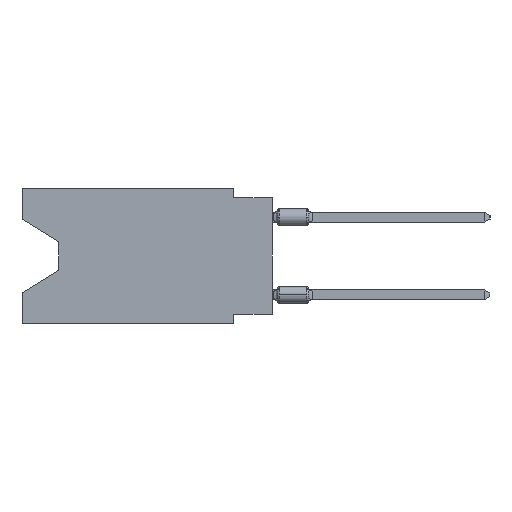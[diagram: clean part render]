
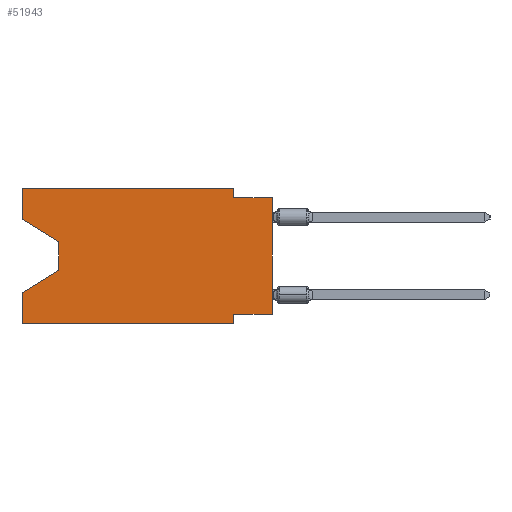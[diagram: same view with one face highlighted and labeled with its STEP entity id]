
A CAD part, left-side view. The second image highlights one B-rep face of the part: STEP entity #51943.
In plain terms, the highlighted planar face has unit normal (-1, 0, 0).
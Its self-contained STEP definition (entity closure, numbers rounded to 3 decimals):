
#124 = ORIENTED_EDGE ( 'NONE', *, *, #26339, .T. ) ;
#1130 = ORIENTED_EDGE ( 'NONE', *, *, #54653, .F. ) ;
#3466 = FACE_OUTER_BOUND ( 'NONE', #41584, .T. ) ;
#4366 = CARTESIAN_POINT ( 'NONE',  ( 0., 2.54, -8.89 ) ) ;
#4790 = CARTESIAN_POINT ( 'NONE',  ( 0., 16.383, 0. ) ) ;
#5441 = VERTEX_POINT ( 'NONE', #20263 ) ;
#5647 = CARTESIAN_POINT ( 'NONE',  ( 0., 16.383, -8.89 ) ) ;
#7100 = LINE ( 'NONE', #31667, #19298 ) ;
#7468 = VECTOR ( 'NONE', #60712, 1000. ) ;
#7978 = DIRECTION ( 'NONE',  ( 0., -1., 0. ) ) ;
#9734 = ORIENTED_EDGE ( 'NONE', *, *, #11993, .F. ) ;
#9818 = DIRECTION ( 'NONE',  ( 0., 0., 1. ) ) ;
#9849 = CARTESIAN_POINT ( 'NONE',  ( 0., 2.54, -8.89 ) ) ;
#10502 = CARTESIAN_POINT ( 'NONE',  ( 0., 0., 0. ) ) ;
#10559 = LINE ( 'NONE', #4790, #18065 ) ;
#11147 = VERTEX_POINT ( 'NONE', #11630 ) ;
#11630 = CARTESIAN_POINT ( 'NONE',  ( 0., 16.383, 0. ) ) ;
#11803 = DIRECTION ( 'NONE',  ( 0., 1., 0. ) ) ;
#11844 = CARTESIAN_POINT ( 'NONE',  ( 0., 16.383, -6.852 ) ) ;
#11993 = EDGE_CURVE ( 'NONE', #44251, #40836, #48573, .T. ) ;
#13012 = DIRECTION ( 'NONE',  ( 1., 0., 0. ) ) ;
#13469 = VERTEX_POINT ( 'NONE', #59133 ) ;
#13513 = VECTOR ( 'NONE', #7978, 1000. ) ;
#13817 = DIRECTION ( 'NONE',  ( 0., 0., 1. ) ) ;
#16295 = ORIENTED_EDGE ( 'NONE', *, *, #66503, .T. ) ;
#17785 = VECTOR ( 'NONE', #56703, 1000. ) ;
#17819 = VECTOR ( 'NONE', #39056, 1000. ) ;
#18065 = VECTOR ( 'NONE', #25211, 1000. ) ;
#18838 = DIRECTION ( 'NONE',  ( 0., 0., -1. ) ) ;
#19298 = VECTOR ( 'NONE', #37100, 1000. ) ;
#20263 = CARTESIAN_POINT ( 'NONE',  ( 0., 16.383, -2.038 ) ) ;
#20315 = VECTOR ( 'NONE', #57132, 1000. ) ;
#21645 = VERTEX_POINT ( 'NONE', #59315 ) ;
#22420 = VECTOR ( 'NONE', #18838, 1000. ) ;
#24285 = LINE ( 'NONE', #64519, #22420 ) ;
#25211 = DIRECTION ( 'NONE',  ( 0., 0., 1. ) ) ;
#25750 = LINE ( 'NONE', #65961, #47875 ) ;
#26339 = EDGE_CURVE ( 'NONE', #13469, #52745, #55276, .T. ) ;
#27706 = CARTESIAN_POINT ( 'NONE',  ( 0., 0., -8.255 ) ) ;
#29180 = LINE ( 'NONE', #55422, #17819 ) ;
#29764 = EDGE_CURVE ( 'NONE', #60567, #52745, #25750, .T. ) ;
#30374 = CARTESIAN_POINT ( 'NONE',  ( 0., 13.97, -5.385 ) ) ;
#30964 = ORIENTED_EDGE ( 'NONE', *, *, #29764, .F. ) ;
#31667 = CARTESIAN_POINT ( 'NONE',  ( 0., 13.97, -3.505 ) ) ;
#34436 = VERTEX_POINT ( 'NONE', #40520 ) ;
#34471 = EDGE_CURVE ( 'NONE', #5441, #11147, #10559, .T. ) ;
#34684 = LINE ( 'NONE', #4366, #37584 ) ;
#35017 = ORIENTED_EDGE ( 'NONE', *, *, #39606, .T. ) ;
#35114 = PLANE ( 'NONE',  #49260 ) ;
#37100 = DIRECTION ( 'NONE',  ( 0., 0., -1. ) ) ;
#37584 = VECTOR ( 'NONE', #50675, 1000. ) ;
#37645 = VECTOR ( 'NONE', #9818, 1000. ) ;
#37964 = ORIENTED_EDGE ( 'NONE', *, *, #34471, .F. ) ;
#39056 = DIRECTION ( 'NONE',  ( 0., -1., 0. ) ) ;
#39606 = EDGE_CURVE ( 'NONE', #44251, #34436, #56507, .T. ) ;
#40003 = VERTEX_POINT ( 'NONE', #41745 ) ;
#40520 = CARTESIAN_POINT ( 'NONE',  ( 0., 0., -0.635 ) ) ;
#40836 = VERTEX_POINT ( 'NONE', #44151 ) ;
#41584 = EDGE_LOOP ( 'NONE', ( #60320, #16295, #124, #30964, #66411, #53082, #9734, #35017, #1130, #41844, #56657, #37964 ) ) ;
#41745 = CARTESIAN_POINT ( 'NONE',  ( 0., 2.54, 0. ) ) ;
#41844 = ORIENTED_EDGE ( 'NONE', *, *, #56720, .F. ) ;
#42500 = VECTOR ( 'NONE', #11803, 1000. ) ;
#43654 = VERTEX_POINT ( 'NONE', #9849 ) ;
#43942 = EDGE_CURVE ( 'NONE', #5441, #58744, #45439, .T. ) ;
#44151 = CARTESIAN_POINT ( 'NONE',  ( 0., 2.54, -8.255 ) ) ;
#44251 = VERTEX_POINT ( 'NONE', #27706 ) ;
#45439 = LINE ( 'NONE', #65927, #17785 ) ;
#47345 = EDGE_CURVE ( 'NONE', #11147, #40003, #56785, .T. ) ;
#47875 = VECTOR ( 'NONE', #13817, 1000. ) ;
#48573 = LINE ( 'NONE', #59139, #42500 ) ;
#49260 = AXIS2_PLACEMENT_3D ( 'NONE', #50122, #13012, #54560 ) ;
#50122 = CARTESIAN_POINT ( 'NONE',  ( 0., 16.383, 0. ) ) ;
#50675 = DIRECTION ( 'NONE',  ( 0., 0., -1. ) ) ;
#51320 = CARTESIAN_POINT ( 'NONE',  ( 0., 16.383, 0. ) ) ;
#51943 = ADVANCED_FACE ( 'NONE', ( #3466 ), #35114, .F. ) ;
#52745 = VERTEX_POINT ( 'NONE', #11844 ) ;
#53082 = ORIENTED_EDGE ( 'NONE', *, *, #56487, .F. ) ;
#53799 = CARTESIAN_POINT ( 'NONE',  ( 0., 13.97, -3.505 ) ) ;
#54098 = EDGE_CURVE ( 'NONE', #60567, #43654, #29180, .T. ) ;
#54560 = DIRECTION ( 'NONE',  ( 0., 0., -1. ) ) ;
#54640 = LINE ( 'NONE', #59768, #13513 ) ;
#54653 = EDGE_CURVE ( 'NONE', #21645, #34436, #54640, .T. ) ;
#55276 = LINE ( 'NONE', #30374, #7468 ) ;
#55422 = CARTESIAN_POINT ( 'NONE',  ( 0., 16.383, -8.89 ) ) ;
#56487 = EDGE_CURVE ( 'NONE', #40836, #43654, #34684, .T. ) ;
#56507 = LINE ( 'NONE', #10502, #37645 ) ;
#56657 = ORIENTED_EDGE ( 'NONE', *, *, #47345, .F. ) ;
#56703 = DIRECTION ( 'NONE',  ( 0., -0.855, -0.519 ) ) ;
#56720 = EDGE_CURVE ( 'NONE', #40003, #21645, #24285, .T. ) ;
#56785 = LINE ( 'NONE', #51320, #20315 ) ;
#57132 = DIRECTION ( 'NONE',  ( 0., -1., 0. ) ) ;
#58744 = VERTEX_POINT ( 'NONE', #53799 ) ;
#59133 = CARTESIAN_POINT ( 'NONE',  ( 0., 13.97, -5.385 ) ) ;
#59139 = CARTESIAN_POINT ( 'NONE',  ( 0., 0., -8.255 ) ) ;
#59315 = CARTESIAN_POINT ( 'NONE',  ( 0., 2.54, -0.635 ) ) ;
#59768 = CARTESIAN_POINT ( 'NONE',  ( 0., 0., -0.635 ) ) ;
#60320 = ORIENTED_EDGE ( 'NONE', *, *, #43942, .T. ) ;
#60567 = VERTEX_POINT ( 'NONE', #5647 ) ;
#60712 = DIRECTION ( 'NONE',  ( 0., 0.855, -0.519 ) ) ;
#64519 = CARTESIAN_POINT ( 'NONE',  ( 0., 2.54, 0. ) ) ;
#65927 = CARTESIAN_POINT ( 'NONE',  ( 0., 16.383, -2.038 ) ) ;
#65961 = CARTESIAN_POINT ( 'NONE',  ( 0., 16.383, 0. ) ) ;
#66411 = ORIENTED_EDGE ( 'NONE', *, *, #54098, .T. ) ;
#66503 = EDGE_CURVE ( 'NONE', #58744, #13469, #7100, .T. ) ;
